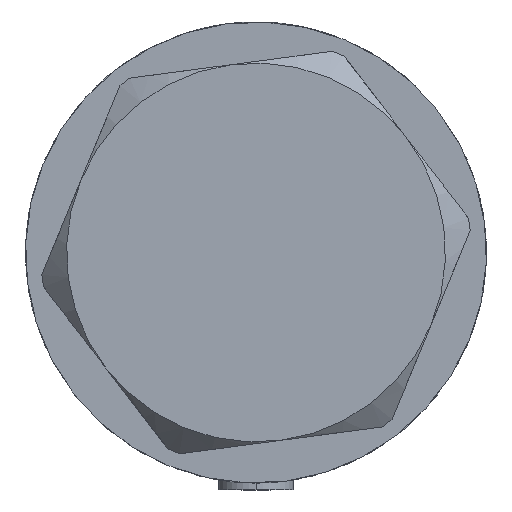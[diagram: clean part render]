
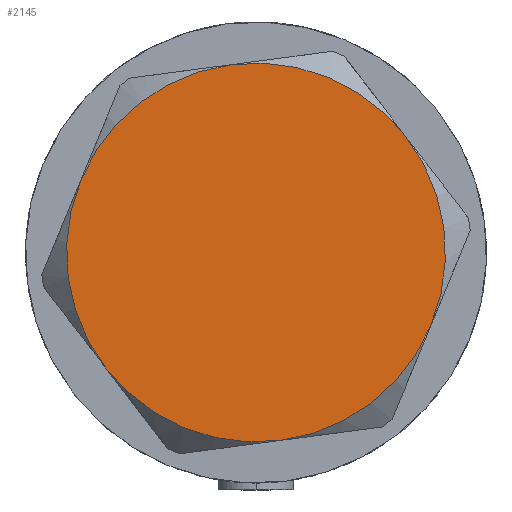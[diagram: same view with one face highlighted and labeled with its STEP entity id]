
A CAD part, left-side view. The second image highlights one B-rep face of the part: STEP entity #2145.
In plain terms, the highlighted face is planar.
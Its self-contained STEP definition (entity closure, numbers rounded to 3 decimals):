
#32 = DIRECTION ( 'NONE',  ( 0., 0., 1. ) ) ;
#67 = PLANE ( 'NONE',  #4115 ) ;
#113 = DIRECTION ( 'NONE',  ( 0., 0., 1. ) ) ;
#152 = VERTEX_POINT ( 'NONE', #3668 ) ;
#160 = VERTEX_POINT ( 'NONE', #311 ) ;
#234 = ORIENTED_EDGE ( 'NONE', *, *, #3826, .T. ) ;
#311 = CARTESIAN_POINT ( 'NONE',  ( -15., 25.981, 14.5 ) ) ;
#800 = VERTEX_POINT ( 'NONE', #2864 ) ;
#841 = CARTESIAN_POINT ( 'NONE',  ( 0., 0., 14.5 ) ) ;
#932 = DIRECTION ( 'NONE',  ( 1., 0., 0. ) ) ;
#998 = VERTEX_POINT ( 'NONE', #3198 ) ;
#1088 = CARTESIAN_POINT ( 'NONE',  ( 15., 25.981, 14.5 ) ) ;
#1174 = DIRECTION ( 'NONE',  ( 0., 0., 1. ) ) ;
#1421 = DIRECTION ( 'NONE',  ( 1., 0., 0. ) ) ;
#1465 = ORIENTED_EDGE ( 'NONE', *, *, #3299, .T. ) ;
#1547 = DIRECTION ( 'NONE',  ( 1., 0., 0. ) ) ;
#1590 = CARTESIAN_POINT ( 'NONE',  ( 0., 0., 14.5 ) ) ;
#1829 = CIRCLE ( 'NONE', #4516, 30. ) ;
#1920 = DIRECTION ( 'NONE',  ( 1., 0., 0. ) ) ;
#1986 = AXIS2_PLACEMENT_3D ( 'NONE', #3179, #4309, #2038 ) ;
#2013 = CARTESIAN_POINT ( 'NONE',  ( 0., 0., 14.5 ) ) ;
#2038 = DIRECTION ( 'NONE',  ( 1., 0., 0. ) ) ;
#2145 = ADVANCED_FACE ( 'NONE', ( #3013 ), #67, .T. ) ;
#2285 = CIRCLE ( 'NONE', #1986, 30. ) ;
#2292 = ORIENTED_EDGE ( 'NONE', *, *, #3084, .T. ) ;
#2333 = DIRECTION ( 'NONE',  ( 0., 0., 1. ) ) ;
#2482 = CARTESIAN_POINT ( 'NONE',  ( 0., 0., 14.5 ) ) ;
#2644 = EDGE_LOOP ( 'NONE', ( #2292, #1465, #4690, #2929, #234, #3891 ) ) ;
#2729 = CIRCLE ( 'NONE', #3498, 30. ) ;
#2863 = DIRECTION ( 'NONE',  ( 0., 0., 1. ) ) ;
#2864 = CARTESIAN_POINT ( 'NONE',  ( -15., -25.981, 14.5 ) ) ;
#2891 = CARTESIAN_POINT ( 'NONE',  ( 0., 0., 14.5 ) ) ;
#2929 = ORIENTED_EDGE ( 'NONE', *, *, #3101, .T. ) ;
#3013 = FACE_OUTER_BOUND ( 'NONE', #2644, .T. ) ;
#3084 = EDGE_CURVE ( 'NONE', #4511, #998, #3191, .T. ) ;
#3098 = VERTEX_POINT ( 'NONE', #1088 ) ;
#3101 = EDGE_CURVE ( 'NONE', #160, #152, #1829, .T. ) ;
#3179 = CARTESIAN_POINT ( 'NONE',  ( 0., 0., 14.5 ) ) ;
#3191 = CIRCLE ( 'NONE', #3878, 30. ) ;
#3198 = CARTESIAN_POINT ( 'NONE',  ( 30., 0., 14.5 ) ) ;
#3299 = EDGE_CURVE ( 'NONE', #998, #3098, #2285, .T. ) ;
#3312 = CARTESIAN_POINT ( 'NONE',  ( 15., -25.981, 14.5 ) ) ;
#3435 = CIRCLE ( 'NONE', #4521, 30. ) ;
#3498 = AXIS2_PLACEMENT_3D ( 'NONE', #1590, #32, #3751 ) ;
#3614 = EDGE_CURVE ( 'NONE', #800, #4511, #3435, .T. ) ;
#3668 = CARTESIAN_POINT ( 'NONE',  ( -30., 0., 14.5 ) ) ;
#3670 = CIRCLE ( 'NONE', #4105, 30. ) ;
#3677 = EDGE_CURVE ( 'NONE', #3098, #160, #2729, .T. ) ;
#3751 = DIRECTION ( 'NONE',  ( 1., 0., 0. ) ) ;
#3826 = EDGE_CURVE ( 'NONE', #152, #800, #3670, .T. ) ;
#3878 = AXIS2_PLACEMENT_3D ( 'NONE', #2482, #4369, #1421 ) ;
#3891 = ORIENTED_EDGE ( 'NONE', *, *, #3614, .T. ) ;
#4105 = AXIS2_PLACEMENT_3D ( 'NONE', #4605, #2333, #932 ) ;
#4115 = AXIS2_PLACEMENT_3D ( 'NONE', #2013, #113, #1547 ) ;
#4309 = DIRECTION ( 'NONE',  ( 0., 0., 1. ) ) ;
#4337 = DIRECTION ( 'NONE',  ( 1., 0., 0. ) ) ;
#4369 = DIRECTION ( 'NONE',  ( 0., 0., 1. ) ) ;
#4511 = VERTEX_POINT ( 'NONE', #3312 ) ;
#4516 = AXIS2_PLACEMENT_3D ( 'NONE', #2891, #2863, #4337 ) ;
#4521 = AXIS2_PLACEMENT_3D ( 'NONE', #841, #1174, #1920 ) ;
#4605 = CARTESIAN_POINT ( 'NONE',  ( 0., 0., 14.5 ) ) ;
#4690 = ORIENTED_EDGE ( 'NONE', *, *, #3677, .T. ) ;
